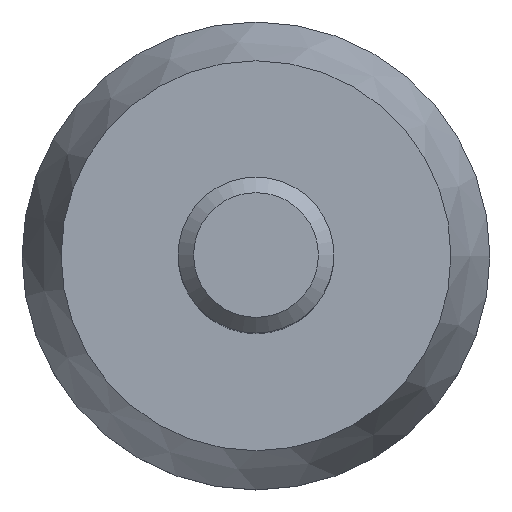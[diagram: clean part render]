
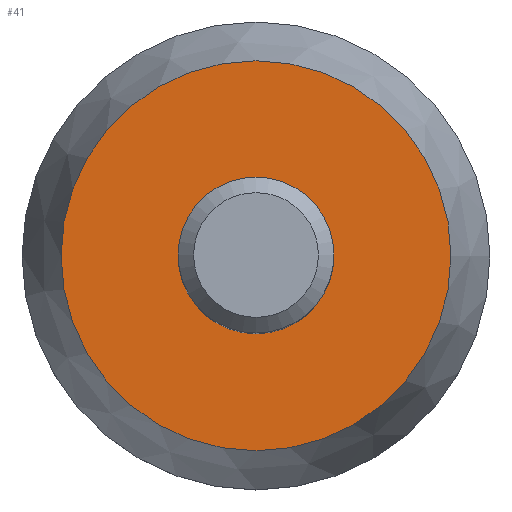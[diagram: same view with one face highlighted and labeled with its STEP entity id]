
A CAD part, top view. The second image highlights one B-rep face of the part: STEP entity #41.
In plain terms, the highlighted planar face has unit normal (0, 0, 1).
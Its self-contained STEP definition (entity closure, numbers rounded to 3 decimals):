
#41 = ADVANCED_FACE( '', ( #81, #82 ), #83, .T. );
#81 = FACE_OUTER_BOUND( '', #114, .T. );
#82 = FACE_BOUND( '', #115, .T. );
#83 = PLANE( '', #116 );
#114 = EDGE_LOOP( '', ( #151 ) );
#115 = EDGE_LOOP( '', ( #152 ) );
#116 = AXIS2_PLACEMENT_3D( '', #153, #154, #155 );
#151 = ORIENTED_EDGE( '', *, *, #165, .T. );
#152 = ORIENTED_EDGE( '', *, *, #170, .F. );
#153 = CARTESIAN_POINT( '', ( 5., 0., 10. ) );
#154 = DIRECTION( '', ( 0., 0., 1. ) );
#155 = DIRECTION( '', ( 1., 0., 0. ) );
#165 = EDGE_CURVE( '', #180, #180, #181, .T. );
#170 = EDGE_CURVE( '', #188, #188, #189, .T. );
#180 = VERTEX_POINT( '', #199 );
#181 = CIRCLE( '', #200, 12.5 );
#188 = VERTEX_POINT( '', #207 );
#189 = CIRCLE( '', #208, 5. );
#199 = CARTESIAN_POINT( '', ( 12.5, 0., 10. ) );
#200 = AXIS2_PLACEMENT_3D( '', #218, #219, #220 );
#207 = CARTESIAN_POINT( '', ( 5., 0., 10. ) );
#208 = AXIS2_PLACEMENT_3D( '', #227, #228, #229 );
#218 = CARTESIAN_POINT( '', ( 0., 0., 10. ) );
#219 = DIRECTION( '', ( 0., 0., 1. ) );
#220 = DIRECTION( '', ( 1., 0., 0. ) );
#227 = CARTESIAN_POINT( '', ( 0., 0., 10. ) );
#228 = DIRECTION( '', ( 0., 0., 1. ) );
#229 = DIRECTION( '', ( 1., 0., 0. ) );
